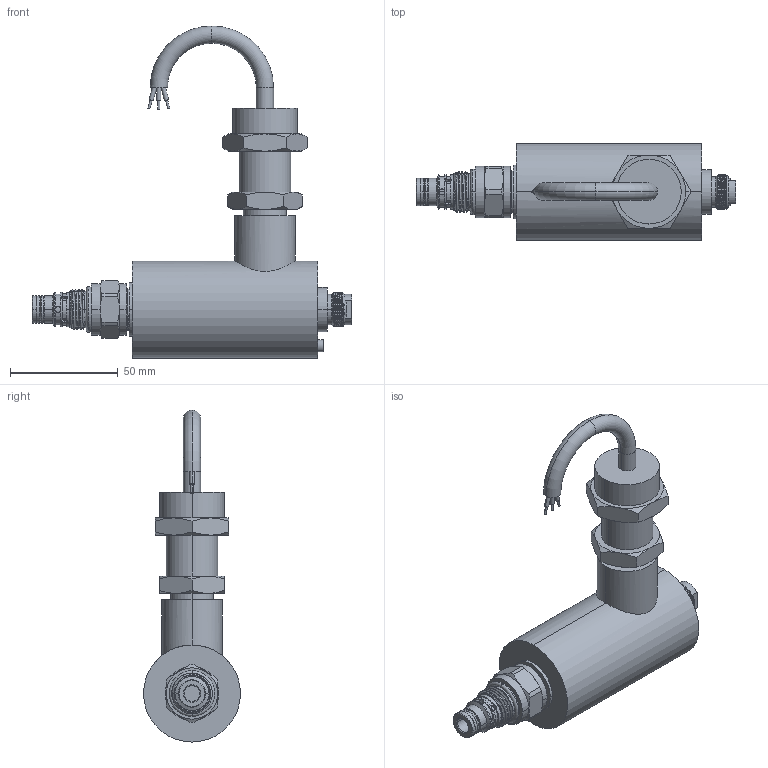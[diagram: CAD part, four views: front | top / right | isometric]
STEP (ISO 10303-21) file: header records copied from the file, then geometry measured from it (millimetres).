
FILE_DESCRIPTION (( 'STEP AP203' ), '1' );
FILE_NAME ('EP08W2E02ND.STEP', '2023-11-08T00:37:48', ( '' ), ( '' ), 'SwSTEP 2.0', 'SolidWorks 2018', '' );
FILE_SCHEMA (( 'CONFIG_CONTROL_DESIGN' ));
Length unit declared in the file: millimetre
Products named in the file (1): EP08W2E02ND
Bounding box: 148.5 x 45 x 154.07 mm (x, y, z)
Volume: 203962.9 mm3; surface area: 31890.2 mm2
Topology: 4 solids, 5 shells, 281 faces, 674 edges, 424 vertices
Faces by surface type: cylinder 129, plane 75, cone 54, torus 14, bspline 9
Entity records: 14471 total; most frequent: CARTESIAN_POINT 8126, ORIENTED_EDGE 1348, DIRECTION 1270, EDGE_CURVE 674, AXIS2_PLACEMENT_3D 531, VERTEX_POINT 424, EDGE_LOOP 310, FACE_OUTER_BOUND 281
